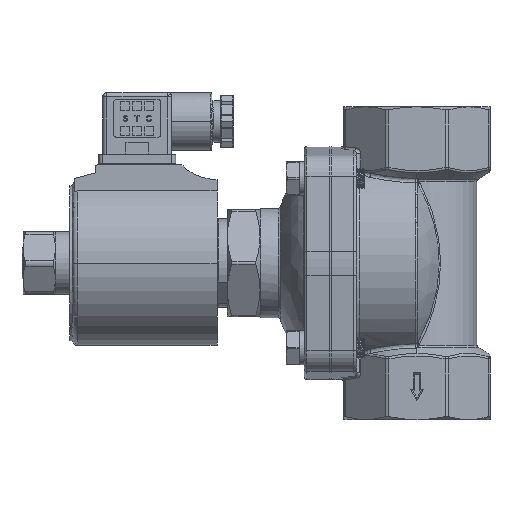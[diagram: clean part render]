
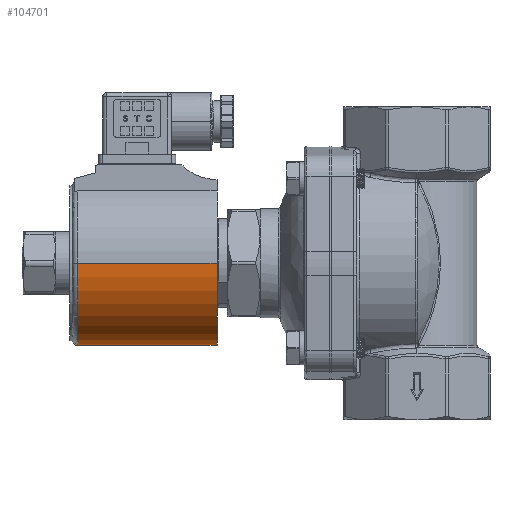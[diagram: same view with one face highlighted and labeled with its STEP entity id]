
A CAD part, left-side view. The second image highlights one B-rep face of the part: STEP entity #104701.
In plain terms, the highlighted cylindrical face has radius 31.5 mm (diameter 63 mm), a partial arc.
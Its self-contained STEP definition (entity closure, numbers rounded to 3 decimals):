
#3787 = EDGE_CURVE ( 'NONE', #128624, #123009, #74102, .T. ) ;
#5373 = DIRECTION ( 'NONE',  ( 0., 1., 0. ) ) ;
#7190 = ORIENTED_EDGE ( 'NONE', *, *, #46854, .T. ) ;
#10122 = DIRECTION ( 'NONE',  ( 0., 1., 0. ) ) ;
#20834 = AXIS2_PLACEMENT_3D ( 'NONE', #82447, #5373, #137887 ) ;
#20917 = EDGE_LOOP ( 'NONE', ( #96387, #7190, #99797, #78488 ) ) ;
#22355 = VERTEX_POINT ( 'NONE', #64091 ) ;
#32997 = CARTESIAN_POINT ( 'NONE',  ( 31.5, 158.2, 0. ) ) ;
#36546 = CYLINDRICAL_SURFACE ( 'NONE', #20834, 31.5 ) ;
#38145 = VECTOR ( 'NONE', #10122, 1000. ) ;
#46854 = EDGE_CURVE ( 'NONE', #22355, #128624, #66618, .T. ) ;
#53739 = CARTESIAN_POINT ( 'NONE',  ( -31.5, 104.7, 0. ) ) ;
#55544 = DIRECTION ( 'NONE',  ( 0., -1., 0. ) ) ;
#56939 = CARTESIAN_POINT ( 'NONE',  ( 0., 104.7, 0. ) ) ;
#61951 = CARTESIAN_POINT ( 'NONE',  ( -31.5, 104.7, 0. ) ) ;
#63093 = CARTESIAN_POINT ( 'NONE',  ( -31.5, 158.2, 0. ) ) ;
#64091 = CARTESIAN_POINT ( 'NONE',  ( 31.5, 104.7, 0. ) ) ;
#65229 = AXIS2_PLACEMENT_3D ( 'NONE', #56939, #134066, #68032 ) ;
#66618 = CIRCLE ( 'NONE', #65229, 31.5 ) ;
#68032 = DIRECTION ( 'NONE',  ( -1., 0., 0. ) ) ;
#74102 = LINE ( 'NONE', #53739, #132733 ) ;
#76031 = CARTESIAN_POINT ( 'NONE',  ( 31.5, 104.7, 0. ) ) ;
#76529 = CIRCLE ( 'NONE', #128853, 31.5 ) ;
#78488 = ORIENTED_EDGE ( 'NONE', *, *, #89021, .T. ) ;
#82447 = CARTESIAN_POINT ( 'NONE',  ( 0., 104.7, 0. ) ) ;
#89021 = EDGE_CURVE ( 'NONE', #123009, #94458, #76529, .T. ) ;
#94458 = VERTEX_POINT ( 'NONE', #32997 ) ;
#96387 = ORIENTED_EDGE ( 'NONE', *, *, #111559, .F. ) ;
#99797 = ORIENTED_EDGE ( 'NONE', *, *, #3787, .T. ) ;
#104701 = ADVANCED_FACE ( 'NONE', ( #138302 ), #36546, .T. ) ;
#108202 = DIRECTION ( 'NONE',  ( 0., 1., 0. ) ) ;
#111559 = EDGE_CURVE ( 'NONE', #22355, #94458, #122575, .T. ) ;
#121564 = CARTESIAN_POINT ( 'NONE',  ( 0., 158.2, 0. ) ) ;
#122575 = LINE ( 'NONE', #76031, #38145 ) ;
#123009 = VERTEX_POINT ( 'NONE', #63093 ) ;
#128624 = VERTEX_POINT ( 'NONE', #61951 ) ;
#128853 = AXIS2_PLACEMENT_3D ( 'NONE', #121564, #55544, #132665 ) ;
#132665 = DIRECTION ( 'NONE',  ( -1., 0., 0. ) ) ;
#132733 = VECTOR ( 'NONE', #108202, 1000. ) ;
#134066 = DIRECTION ( 'NONE',  ( 0., 1., 0. ) ) ;
#137887 = DIRECTION ( 'NONE',  ( -1., 0., 0. ) ) ;
#138302 = FACE_OUTER_BOUND ( 'NONE', #20917, .T. ) ;
